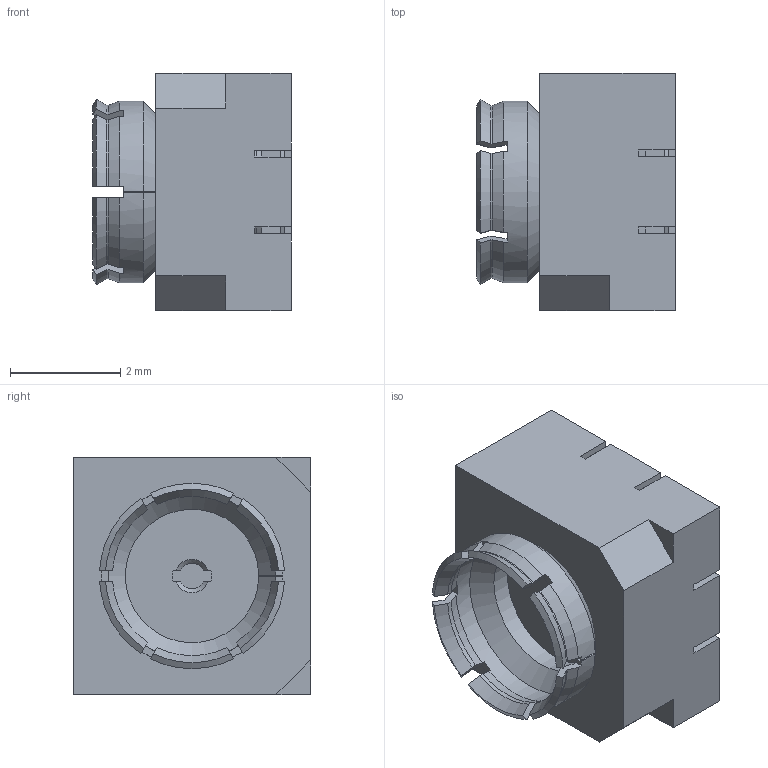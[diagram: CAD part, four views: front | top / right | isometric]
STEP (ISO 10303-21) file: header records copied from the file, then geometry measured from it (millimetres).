
FILE_DESCRIPTION((''),'2;1');
FILE_NAME('908-22101_SW0001','2018-06-22T',('Viji'),(''),'CREO PARAMETRIC BY PTC INC, 2017020','CREO PARAMETRIC BY PTC INC, 2017020','');
FILE_SCHEMA(('CONFIG_CONTROL_DESIGN'));
Length unit declared in the file: inch
Products named in the file (1): 908-22101_SW0001
Bounding box: 3.61 x 4.32 x 4.32 mm (x, y, z)
Volume: 44.1 mm3; surface area: 120.2 mm2
Topology: 1 solids, 1 shells, 205 faces, 598 edges, 390 vertices
Faces by surface type: plane 137, cone 35, cylinder 33
Entity records: 6923 total; most frequent: CARTESIAN_POINT 1466, ORIENTED_EDGE 1196, DIRECTION 1068, EDGE_CURVE 598, VECTOR 398, LINE 398, VERTEX_POINT 390, AXIS2_PLACEMENT_3D 335
